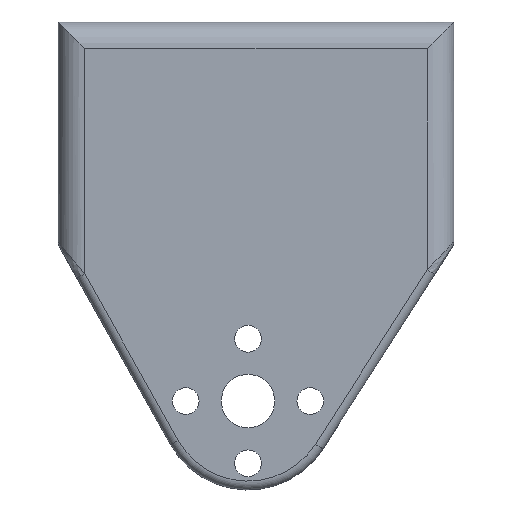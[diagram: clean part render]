
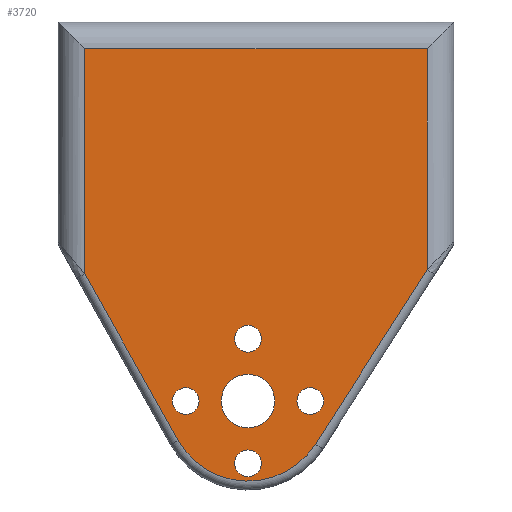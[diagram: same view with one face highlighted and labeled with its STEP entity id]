
A CAD part, front view. The second image highlights one B-rep face of the part: STEP entity #3720.
In plain terms, the highlighted planar face has unit normal (0, -1, 0).
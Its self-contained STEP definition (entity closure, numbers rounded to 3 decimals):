
#1 = CARTESIAN_POINT ( 'NONE',  ( 19.35, -100.55, -17.1 ) ) ;
#37 = DIRECTION ( 'NONE',  ( 0., 1., 0. ) ) ;
#50 = CARTESIAN_POINT ( 'NONE',  ( 1., -100.55, -8.301 ) ) ;
#85 = EDGE_LOOP ( 'NONE', ( #759, #1096 ) ) ;
#91 = CARTESIAN_POINT ( 'NONE',  ( 19.35, -100.55, -14.1 ) ) ;
#110 = ORIENTED_EDGE ( 'NONE', *, *, #3320, .T. ) ;
#152 = VECTOR ( 'NONE', #2173, 1000. ) ;
#203 = AXIS2_PLACEMENT_3D ( 'NONE', #1357, #3852, #1727 ) ;
#228 = CARTESIAN_POINT ( 'NONE',  ( 19.35, -100.55, -29.6 ) ) ;
#276 = ORIENTED_EDGE ( 'NONE', *, *, #2110, .T. ) ;
#293 = VECTOR ( 'NONE', #4192, 1000. ) ;
#322 = DIRECTION ( 'NONE',  ( 1., 0., 0. ) ) ;
#338 = DIRECTION ( 'NONE',  ( 1., 0., 0. ) ) ;
#379 = ORIENTED_EDGE ( 'NONE', *, *, #1915, .T. ) ;
#478 = EDGE_LOOP ( 'NONE', ( #379, #3375 ) ) ;
#542 = CARTESIAN_POINT ( 'NONE',  ( 26.35, -100.55, -22.6 ) ) ;
#548 = CARTESIAN_POINT ( 'NONE',  ( 12.35, -100.55, -22.6 ) ) ;
#586 = DIRECTION ( 'NONE',  ( -1., 0., 0. ) ) ;
#615 = VERTEX_POINT ( 'NONE', #1 ) ;
#616 = AXIS2_PLACEMENT_3D ( 'NONE', #2192, #37, #2556 ) ;
#626 = DIRECTION ( 'NONE',  ( -1., 0., 0. ) ) ;
#688 = ORIENTED_EDGE ( 'NONE', *, *, #3637, .T. ) ;
#694 = EDGE_LOOP ( 'NONE', ( #3827, #1458 ) ) ;
#695 = CIRCLE ( 'NONE', #2584, 9. ) ;
#759 = ORIENTED_EDGE ( 'NONE', *, *, #2080, .T. ) ;
#814 = VERTEX_POINT ( 'NONE', #4071 ) ;
#889 = CARTESIAN_POINT ( 'NONE',  ( 12.35, -100.55, -22.6 ) ) ;
#895 = DIRECTION ( 'NONE',  ( 0., 0., -1. ) ) ;
#896 = CARTESIAN_POINT ( 'NONE',  ( 19.35, -100.55, -29.6 ) ) ;
#897 = DIRECTION ( 'NONE',  ( 0., 0., 1. ) ) ;
#938 = DIRECTION ( 'NONE',  ( 0., -1., 0. ) ) ;
#942 = AXIS2_PLACEMENT_3D ( 'NONE', #542, #3051, #895 ) ;
#1034 = VERTEX_POINT ( 'NONE', #2465 ) ;
#1045 = EDGE_CURVE ( 'NONE', #3780, #2078, #3372, .T. ) ;
#1058 = CARTESIAN_POINT ( 'NONE',  ( 26.35, -100.55, -24.1 ) ) ;
#1084 = ORIENTED_EDGE ( 'NONE', *, *, #2195, .T. ) ;
#1096 = ORIENTED_EDGE ( 'NONE', *, *, #3544, .T. ) ;
#1113 = DIRECTION ( 'NONE',  ( 0., 1., 0. ) ) ;
#1119 = LINE ( 'NONE', #3131, #3854 ) ;
#1124 = AXIS2_PLACEMENT_3D ( 'NONE', #889, #3392, #1240 ) ;
#1131 = VERTEX_POINT ( 'NONE', #1058 ) ;
#1160 = CARTESIAN_POINT ( 'NONE',  ( 1., -100.55, 17. ) ) ;
#1240 = DIRECTION ( 'NONE',  ( 0., 0., 1. ) ) ;
#1253 = DIRECTION ( 'NONE',  ( -1., 0., 0. ) ) ;
#1299 = CARTESIAN_POINT ( 'NONE',  ( 19.35, -100.55, 17. ) ) ;
#1325 = ORIENTED_EDGE ( 'NONE', *, *, #1406, .T. ) ;
#1357 = CARTESIAN_POINT ( 'NONE',  ( 19.35, -100.55, -15.6 ) ) ;
#1406 = EDGE_CURVE ( 'NONE', #4580, #1131, #1971, .T. ) ;
#1420 = FACE_BOUND ( 'NONE', #1528, .T. ) ;
#1429 = VERTEX_POINT ( 'NONE', #3610 ) ;
#1458 = ORIENTED_EDGE ( 'NONE', *, *, #1045, .T. ) ;
#1476 = AXIS2_PLACEMENT_3D ( 'NONE', #228, #2747, #586 ) ;
#1528 = EDGE_LOOP ( 'NONE', ( #4436, #2524 ) ) ;
#1541 = VERTEX_POINT ( 'NONE', #91 ) ;
#1702 = EDGE_CURVE ( 'NONE', #814, #3663, #4414, .T. ) ;
#1718 = VERTEX_POINT ( 'NONE', #2336 ) ;
#1719 = CARTESIAN_POINT ( 'NONE',  ( 39.5, -100.55, 20. ) ) ;
#1727 = DIRECTION ( 'NONE',  ( 1., 0., 0. ) ) ;
#1744 = EDGE_CURVE ( 'NONE', #3663, #814, #2316, .T. ) ;
#1759 = EDGE_LOOP ( 'NONE', ( #4503, #1325 ) ) ;
#1808 = CARTESIAN_POINT ( 'NONE',  ( 38.658, -100.55, -9.144 ) ) ;
#1915 = EDGE_CURVE ( 'NONE', #615, #1541, #2708, .T. ) ;
#1921 = EDGE_CURVE ( 'NONE', #2078, #3780, #2598, .T. ) ;
#1936 = VERTEX_POINT ( 'NONE', #50 ) ;
#1971 = CIRCLE ( 'NONE', #616, 1.5 ) ;
#1976 = CARTESIAN_POINT ( 'NONE',  ( 1., -100.55, -5. ) ) ;
#1990 = VERTEX_POINT ( 'NONE', #1160 ) ;
#1991 = CIRCLE ( 'NONE', #1124, 1.5 ) ;
#2009 = CARTESIAN_POINT ( 'NONE',  ( 19.35, -100.55, -31.1 ) ) ;
#2056 = LINE ( 'NONE', #1808, #152 ) ;
#2078 = VERTEX_POINT ( 'NONE', #3719 ) ;
#2080 = EDGE_CURVE ( 'NONE', #1718, #1429, #3684, .T. ) ;
#2090 = DIRECTION ( 'NONE',  ( 0., 1., 0. ) ) ;
#2110 = EDGE_CURVE ( 'NONE', #1990, #1936, #3575, .T. ) ;
#2164 = FACE_OUTER_BOUND ( 'NONE', #2214, .T. ) ;
#2173 = DIRECTION ( 'NONE',  ( 0.539, 0., 0.842 ) ) ;
#2192 = CARTESIAN_POINT ( 'NONE',  ( 26.35, -100.55, -22.6 ) ) ;
#2195 = EDGE_CURVE ( 'NONE', #1034, #1990, #2430, .T. ) ;
#2214 = EDGE_LOOP ( 'NONE', ( #688, #110, #2661, #1084, #276, #2557 ) ) ;
#2255 = EDGE_CURVE ( 'NONE', #1936, #4097, #1119, .T. ) ;
#2275 = FACE_BOUND ( 'NONE', #694, .T. ) ;
#2284 = VERTEX_POINT ( 'NONE', #3834 ) ;
#2292 = EDGE_CURVE ( 'NONE', #2941, #1034, #3739, .T. ) ;
#2316 = CIRCLE ( 'NONE', #1476, 1.5 ) ;
#2330 = AXIS2_PLACEMENT_3D ( 'NONE', #548, #3053, #897 ) ;
#2336 = CARTESIAN_POINT ( 'NONE',  ( 12.35, -100.55, -24.1 ) ) ;
#2424 = PLANE ( 'NONE',  #3993 ) ;
#2430 = LINE ( 'NONE', #1299, #3149 ) ;
#2465 = CARTESIAN_POINT ( 'NONE',  ( 39.5, -100.55, 17. ) ) ;
#2475 = DIRECTION ( 'NONE',  ( 0., 1., 0. ) ) ;
#2524 = ORIENTED_EDGE ( 'NONE', *, *, #1702, .T. ) ;
#2556 = DIRECTION ( 'NONE',  ( 0., 0., -1. ) ) ;
#2557 = ORIENTED_EDGE ( 'NONE', *, *, #2255, .T. ) ;
#2559 = EDGE_CURVE ( 'NONE', #1131, #4580, #2760, .T. ) ;
#2584 = AXIS2_PLACEMENT_3D ( 'NONE', #3091, #938, #3435 ) ;
#2598 = CIRCLE ( 'NONE', #3592, 3. ) ;
#2653 = VECTOR ( 'NONE', #2710, 1000. ) ;
#2661 = ORIENTED_EDGE ( 'NONE', *, *, #2292, .T. ) ;
#2708 = CIRCLE ( 'NONE', #3360, 1.5 ) ;
#2710 = DIRECTION ( 'NONE',  ( 0., 0., -1. ) ) ;
#2747 = DIRECTION ( 'NONE',  ( 0., 1., 0. ) ) ;
#2760 = CIRCLE ( 'NONE', #942, 1.5 ) ;
#2763 = EDGE_CURVE ( 'NONE', #1541, #615, #4567, .T. ) ;
#2778 = DIRECTION ( 'NONE',  ( 0., -1., 0. ) ) ;
#2780 = CARTESIAN_POINT ( 'NONE',  ( 11.502, -100.55, -27.006 ) ) ;
#2941 = VERTEX_POINT ( 'NONE', #4297 ) ;
#3051 = DIRECTION ( 'NONE',  ( 0., 1., 0. ) ) ;
#3053 = DIRECTION ( 'NONE',  ( 0., 1., 0. ) ) ;
#3091 = CARTESIAN_POINT ( 'NONE',  ( 19.35, -100.55, -22.6 ) ) ;
#3115 = FACE_BOUND ( 'NONE', #1759, .T. ) ;
#3131 = CARTESIAN_POINT ( 'NONE',  ( 11.502, -100.55, -27.006 ) ) ;
#3149 = VECTOR ( 'NONE', #4509, 1000. ) ;
#3259 = CARTESIAN_POINT ( 'NONE',  ( 19.35, -100.55, -22.6 ) ) ;
#3320 = EDGE_CURVE ( 'NONE', #2284, #2941, #2056, .T. ) ;
#3360 = AXIS2_PLACEMENT_3D ( 'NONE', #4211, #2090, #338 ) ;
#3372 = CIRCLE ( 'NONE', #4361, 3. ) ;
#3375 = ORIENTED_EDGE ( 'NONE', *, *, #2763, .T. ) ;
#3392 = DIRECTION ( 'NONE',  ( 0., 1., 0. ) ) ;
#3400 = DIRECTION ( 'NONE',  ( 0., 1., 0. ) ) ;
#3435 = DIRECTION ( 'NONE',  ( 1., 0., 0. ) ) ;
#3472 = DIRECTION ( 'NONE',  ( 0.49, 0., -0.872 ) ) ;
#3495 = CARTESIAN_POINT ( 'NONE',  ( 26.35, -100.55, -21.1 ) ) ;
#3544 = EDGE_CURVE ( 'NONE', #1429, #1718, #1991, .T. ) ;
#3575 = LINE ( 'NONE', #1976, #2653 ) ;
#3592 = AXIS2_PLACEMENT_3D ( 'NONE', #3259, #1113, #3611 ) ;
#3597 = CARTESIAN_POINT ( 'NONE',  ( 19.35, -100.55, -19.6 ) ) ;
#3610 = CARTESIAN_POINT ( 'NONE',  ( 12.35, -100.55, -21.1 ) ) ;
#3611 = DIRECTION ( 'NONE',  ( 1., 0., 0. ) ) ;
#3637 = EDGE_CURVE ( 'NONE', #4097, #2284, #695, .T. ) ;
#3663 = VERTEX_POINT ( 'NONE', #2009 ) ;
#3684 = CIRCLE ( 'NONE', #2330, 1.5 ) ;
#3719 = CARTESIAN_POINT ( 'NONE',  ( 19.35, -100.55, -25.6 ) ) ;
#3720 = ADVANCED_FACE ( 'NONE', ( #4042, #3115, #2164, #2275, #4148, #1420 ), #2424, .T. ) ;
#3739 = LINE ( 'NONE', #1719, #293 ) ;
#3780 = VERTEX_POINT ( 'NONE', #3597 ) ;
#3827 = ORIENTED_EDGE ( 'NONE', *, *, #1921, .T. ) ;
#3834 = CARTESIAN_POINT ( 'NONE',  ( 26.928, -100.55, -27.455 ) ) ;
#3852 = DIRECTION ( 'NONE',  ( 0., 1., 0. ) ) ;
#3854 = VECTOR ( 'NONE', #3472, 1000. ) ;
#3993 = AXIS2_PLACEMENT_3D ( 'NONE', #4170, #2778, #626 ) ;
#4042 = FACE_BOUND ( 'NONE', #478, .T. ) ;
#4071 = CARTESIAN_POINT ( 'NONE',  ( 19.35, -100.55, -28.1 ) ) ;
#4097 = VERTEX_POINT ( 'NONE', #2780 ) ;
#4148 = FACE_BOUND ( 'NONE', #85, .T. ) ;
#4170 = CARTESIAN_POINT ( 'NONE',  ( 19.35, -100.55, -22.6 ) ) ;
#4188 = AXIS2_PLACEMENT_3D ( 'NONE', #896, #3400, #1253 ) ;
#4192 = DIRECTION ( 'NONE',  ( 0., 0., 1. ) ) ;
#4211 = CARTESIAN_POINT ( 'NONE',  ( 19.35, -100.55, -15.6 ) ) ;
#4297 = CARTESIAN_POINT ( 'NONE',  ( 39.5, -100.55, -7.829 ) ) ;
#4361 = AXIS2_PLACEMENT_3D ( 'NONE', #4575, #2475, #322 ) ;
#4414 = CIRCLE ( 'NONE', #4188, 1.5 ) ;
#4436 = ORIENTED_EDGE ( 'NONE', *, *, #1744, .T. ) ;
#4503 = ORIENTED_EDGE ( 'NONE', *, *, #2559, .T. ) ;
#4509 = DIRECTION ( 'NONE',  ( -1., 0., 0. ) ) ;
#4567 = CIRCLE ( 'NONE', #203, 1.5 ) ;
#4575 = CARTESIAN_POINT ( 'NONE',  ( 19.35, -100.55, -22.6 ) ) ;
#4580 = VERTEX_POINT ( 'NONE', #3495 ) ;
